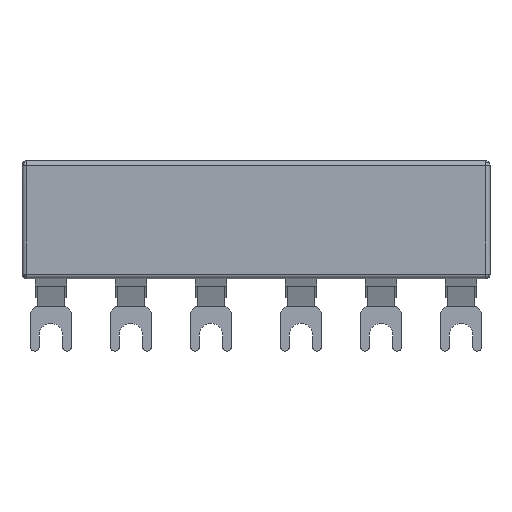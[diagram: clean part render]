
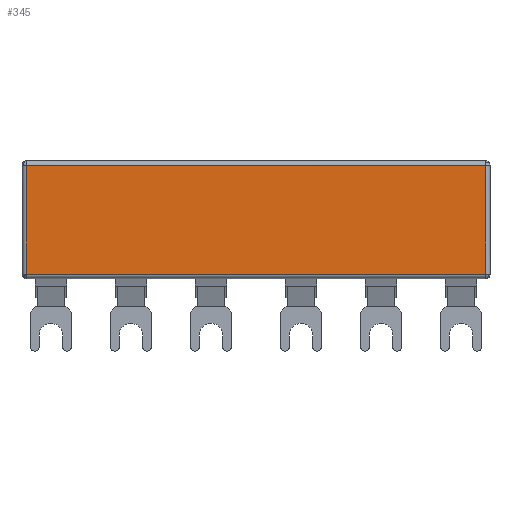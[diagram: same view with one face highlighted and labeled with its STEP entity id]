
A CAD part, top view. The second image highlights one B-rep face of the part: STEP entity #345.
In plain terms, the highlighted planar face has unit normal (0, 0, 1).
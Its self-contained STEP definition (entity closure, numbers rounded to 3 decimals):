
#345=ADVANCED_FACE('NONE',(#799),#800,.T.);
#799=FACE_OUTER_BOUND('',#1601,.T.);
#800=PLANE('',#1602);
#1601=EDGE_LOOP('',(#2621,#2622,#2623,#2624));
#1602=AXIS2_PLACEMENT_3D('',#2625,#2626,#2627);
#2621=ORIENTED_EDGE('',*,*,#4039,.F.);
#2622=ORIENTED_EDGE('',*,*,#4040,.F.);
#2623=ORIENTED_EDGE('',*,*,#4041,.F.);
#2624=ORIENTED_EDGE('',*,*,#4042,.F.);
#2625=CARTESIAN_POINT('',(0.0,13.0,13.5));
#2626=DIRECTION('',(0.0,0.0,1.0));
#2627=DIRECTION('',(1.0,0.0,0.0));
#4039=EDGE_CURVE('NONE',#4472,#4675,#4889,.T.);
#4040=EDGE_CURVE('NONE',#4885,#4472,#4890,.T.);
#4041=EDGE_CURVE('NONE',#4671,#4885,#4891,.T.);
#4042=EDGE_CURVE('NONE',#4675,#4671,#4892,.T.);
#4472=VERTEX_POINT('NONE',#5479);
#4671=VERTEX_POINT('NONE',#5741);
#4675=VERTEX_POINT('NONE',#5745);
#4885=VERTEX_POINT('NONE',#6046);
#4889=LINE('',#6050,#6051);
#4890=LINE('',#6052,#6053);
#4891=LINE('',#6054,#6055);
#4892=LINE('',#6056,#6057);
#5479=CARTESIAN_POINT('',(0.8,13.8,13.5));
#5741=CARTESIAN_POINT('',(83.4,33.4,13.5));
#5745=CARTESIAN_POINT('',(0.8,33.4,13.5));
#6046=CARTESIAN_POINT('',(83.4,13.8,13.5));
#6050=CARTESIAN_POINT('',(0.8,34.343,13.5));
#6051=VECTOR('',#7211,1000.0);
#6052=CARTESIAN_POINT('',(-0.143,13.8,13.5));
#6053=VECTOR('',#7212,1000.0);
#6054=CARTESIAN_POINT('',(83.4,12.859,13.5));
#6055=VECTOR('',#7213,1000.0);
#6056=CARTESIAN_POINT('',(84.338,33.4,13.5));
#6057=VECTOR('',#7214,1000.0);
#7211=DIRECTION('',(0.0,1.0,0.0));
#7212=DIRECTION('',(-1.0,0.0,0.0));
#7213=DIRECTION('',(0.0,-1.0,0.0));
#7214=DIRECTION('',(1.0,0.0,0.0));
